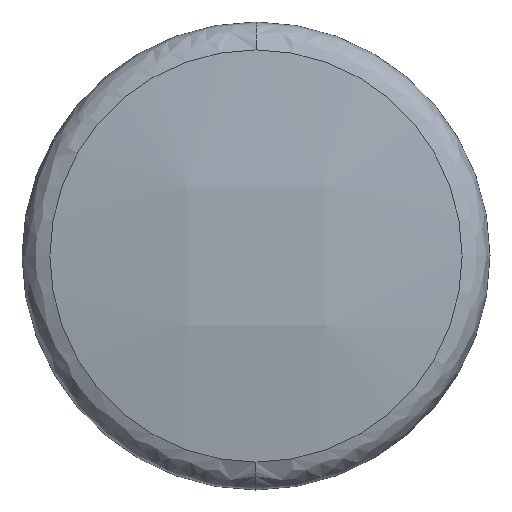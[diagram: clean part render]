
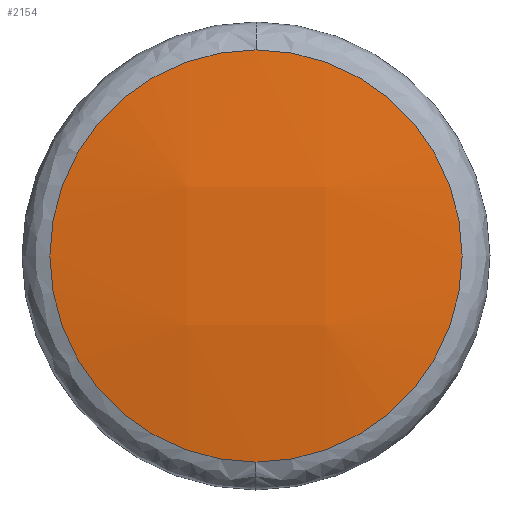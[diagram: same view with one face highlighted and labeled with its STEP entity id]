
A CAD part, left-side view. The second image highlights one B-rep face of the part: STEP entity #2154.
In plain terms, the highlighted free-form (B-spline) face has degree [3, 3] with [4, 4] control points.
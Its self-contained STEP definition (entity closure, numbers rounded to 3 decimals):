
#350=FACE_OUTER_BOUND('',#513,.T.);
#513=EDGE_LOOP('',(#1474,#1475));
#661=CIRCLE('',#2298,12.331);
#715=CIRCLE('',#2371,12.331);
#857=VERTEX_POINT('',#3288);
#858=VERTEX_POINT('',#3289);
#1047=EDGE_CURVE('',#857,#858,#661,.T.);
#1111=EDGE_CURVE('',#858,#857,#715,.T.);
#1474=ORIENTED_EDGE('',*,*,#1047,.F.);
#1475=ORIENTED_EDGE('',*,*,#1111,.F.);
#2084=(
BOUNDED_SURFACE()
B_SPLINE_SURFACE(3,3,((#3491,#3492,#3493,#3494),(#3495,#3496,#3497,#3498),
(#3499,#3500,#3501,#3502),(#3503,#3504,#3505,#3506)),.UNSPECIFIED.,.F.,
 .F.,.F.)
B_SPLINE_SURFACE_WITH_KNOTS((4,4),(4,4),(0.,1.),(0.,1.),.UNSPECIFIED.)
GEOMETRIC_REPRESENTATION_ITEM()
RATIONAL_B_SPLINE_SURFACE(((1.,0.991,0.991,1.),
(0.991,0.981,0.981,0.991),
(0.991,0.981,0.981,0.991),
(1.,0.991,0.991,1.)))
REPRESENTATION_ITEM('')
SURFACE()
);
#2154=ADVANCED_FACE('',(#350),#2084,.T.);
#2298=AXIS2_PLACEMENT_3D('',#3290,#2608,#2609);
#2371=AXIS2_PLACEMENT_3D('',#3489,#2758,#2759);
#2608=DIRECTION('center_axis',(1.,0.,0.));
#2609=DIRECTION('ref_axis',(0.,0.,1.));
#2758=DIRECTION('center_axis',(1.,0.,0.));
#2759=DIRECTION('ref_axis',(0.,0.,1.));
#3288=CARTESIAN_POINT('',(-1.972,0.,12.331));
#3289=CARTESIAN_POINT('',(-1.972,0.,-12.331));
#3290=CARTESIAN_POINT('Origin',(-1.972,0.,0.));
#3489=CARTESIAN_POINT('Origin',(-1.972,0.,0.));
#3491=CARTESIAN_POINT('Ctrl Pts',(-0.903,12.343,12.478));
#3492=CARTESIAN_POINT('Ctrl Pts',(-2.299,4.154,12.478));
#3493=CARTESIAN_POINT('Ctrl Pts',(-2.299,-4.154,12.478));
#3494=CARTESIAN_POINT('Ctrl Pts',(-0.903,-12.343,
12.478));
#3495=CARTESIAN_POINT('Ctrl Pts',(-2.29,12.579,4.199));
#3496=CARTESIAN_POINT('Ctrl Pts',(-3.712,4.233,4.199));
#3497=CARTESIAN_POINT('Ctrl Pts',(-3.712,-4.233,4.199));
#3498=CARTESIAN_POINT('Ctrl Pts',(-2.29,-12.579,4.199));
#3499=CARTESIAN_POINT('Ctrl Pts',(-2.29,12.579,-4.199));
#3500=CARTESIAN_POINT('Ctrl Pts',(-3.712,4.233,-4.199));
#3501=CARTESIAN_POINT('Ctrl Pts',(-3.712,-4.233,-4.199));
#3502=CARTESIAN_POINT('Ctrl Pts',(-2.29,-12.579,-4.199));
#3503=CARTESIAN_POINT('Ctrl Pts',(-0.903,12.343,-12.478));
#3504=CARTESIAN_POINT('Ctrl Pts',(-2.299,4.154,-12.478));
#3505=CARTESIAN_POINT('Ctrl Pts',(-2.299,-4.154,-12.478));
#3506=CARTESIAN_POINT('Ctrl Pts',(-0.903,-12.343,
-12.478));
